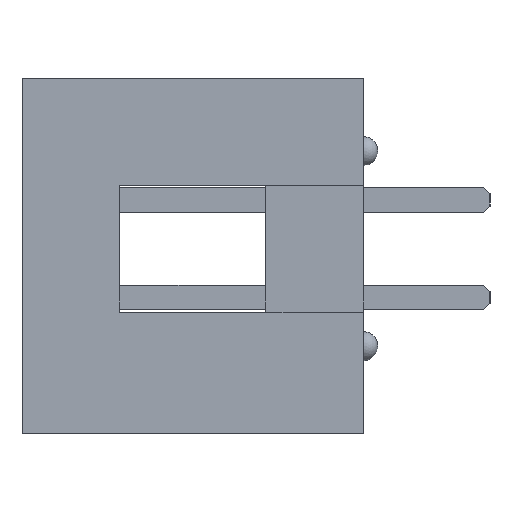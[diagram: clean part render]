
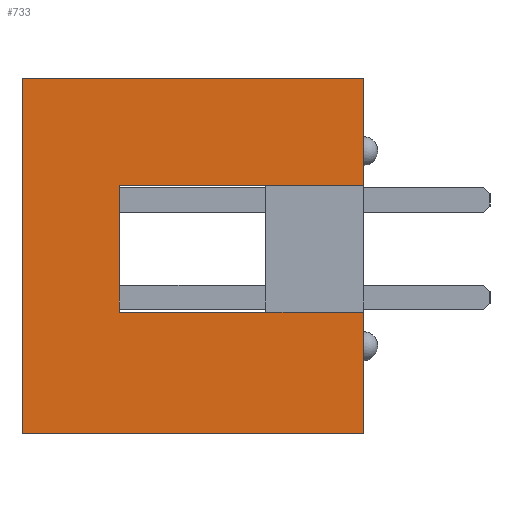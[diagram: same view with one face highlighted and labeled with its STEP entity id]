
A CAD part, left-side view. The second image highlights one B-rep face of the part: STEP entity #733.
In plain terms, the highlighted planar face has unit normal (-1, 0, 0).
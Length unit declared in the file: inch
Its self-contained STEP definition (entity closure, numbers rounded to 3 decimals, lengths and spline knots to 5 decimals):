
#733=ADVANCED_FACE( '', ( #1417 ), #1418, .F. );
#1373=DIRECTION( '', ( 0., 0., 1. ) );
#1417=FACE_OUTER_BOUND( '', #2244, .T. );
#1418=PLANE( '', #2245 );
#2244=EDGE_LOOP( '', ( #3167, #3168, #3169, #3170, #3171, #3172, #3173, #3174 ) );
#2245=AXIS2_PLACEMENT_3D( '', #3175, #3050, #3051 );
#3050=DIRECTION( '', ( 1., 0., 0. ) );
#3051=DIRECTION( '', ( 0., 0., -1. ) );
#3155=DIRECTION( '', ( 0., -1., 0. ) );
#3156=DIRECTION( '', ( 0., 0., -1. ) );
#3167=ORIENTED_EDGE( '', *, *, #7202, .F. );
#3168=ORIENTED_EDGE( '', *, *, #7210, .F. );
#3169=ORIENTED_EDGE( '', *, *, #7211, .F. );
#3170=ORIENTED_EDGE( '', *, *, #7212, .F. );
#3171=ORIENTED_EDGE( '', *, *, #7213, .T. );
#3172=ORIENTED_EDGE( '', *, *, #7214, .T. );
#3173=ORIENTED_EDGE( '', *, *, #7215, .F. );
#3174=ORIENTED_EDGE( '', *, *, #7216, .F. );
#3175=CARTESIAN_POINT( '', ( -1.4, 0., 0. ) );
#4706=CARTESIAN_POINT( '', ( -1.4, 0.25, -0.065 ) );
#7202=EDGE_CURVE( '', #9214, #9174, #9215, .T. );
#7210=EDGE_CURVE( '', #9227, #9214, #9228, .T. );
#7211=EDGE_CURVE( '', #9229, #9227, #9230, .T. );
#7212=EDGE_CURVE( '', #9231, #9229, #9232, .T. );
#7213=EDGE_CURVE( '', #9231, #9233, #9234, .T. );
#7214=EDGE_CURVE( '', #9233, #9235, #9236, .T. );
#7215=EDGE_CURVE( '', #9237, #9235, #9230, .T. );
#7216=EDGE_CURVE( '', #9174, #9237, #9238, .T. );
#9174=VERTEX_POINT( '', #11556 );
#9214=VERTEX_POINT( '', #11584 );
#9215=LINE( '', #11584, #11478 );
#9227=VERTEX_POINT( '', #11593 );
#9228=LINE( '', #11593, #11594 );
#9229=VERTEX_POINT( '', #11595 );
#9230=LINE( '', #11596, #11525 );
#9231=VERTEX_POINT( '', #4706 );
#9232=LINE( '', #4706, #11597 );
#9233=VERTEX_POINT( '', #11598 );
#9234=LINE( '', #11599, #11478 );
#9235=VERTEX_POINT( '', #11600 );
#9236=LINE( '', #11598, #11597 );
#9237=VERTEX_POINT( '', #11596 );
#9238=LINE( '', #11556, #11469 );
#11469=VECTOR( '', #3155, 39.37008 );
#11478=VECTOR( '', #1373, 39.37008 );
#11525=VECTOR( '', #3156, 39.37008 );
#11556=CARTESIAN_POINT( '', ( -1.4, 0.35, 0.175 ) );
#11584=CARTESIAN_POINT( '', ( -1.4, 0.35, -0.19 ) );
#11593=CARTESIAN_POINT( '', ( -1.4, 0., -0.19 ) );
#11594=VECTOR( '', #12923, 39.37008 );
#11595=CARTESIAN_POINT( '', ( -1.4, 0., -0.065 ) );
#11596=CARTESIAN_POINT( '', ( -1.4, 0., 0.175 ) );
#11597=VECTOR( '', #12924, 39.37008 );
#11598=CARTESIAN_POINT( '', ( -1.4, 0.25, 0.065 ) );
#11599=CARTESIAN_POINT( '', ( -1.4, 0.25, 0. ) );
#11600=CARTESIAN_POINT( '', ( -1.4, 0., 0.065 ) );
#12923=DIRECTION( '', ( 0., 1., 0. ) );
#12924=DIRECTION( '', ( 0., -1., 0. ) );
